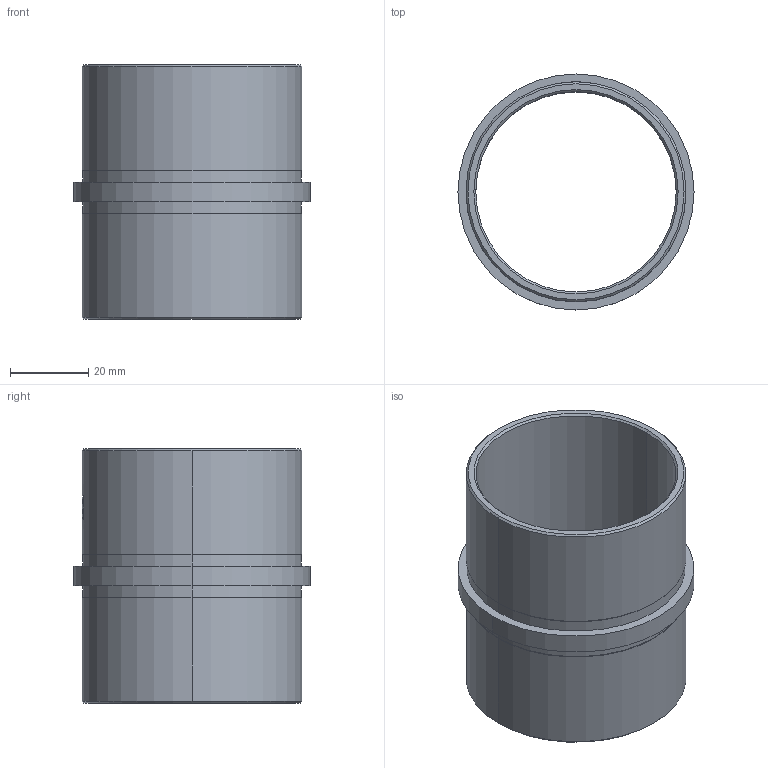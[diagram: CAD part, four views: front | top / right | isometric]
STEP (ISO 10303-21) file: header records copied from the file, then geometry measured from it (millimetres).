
FILE_DESCRIPTION (( 'STEP AP203' ), '1' );
FILE_NAME ('50060-240.step', '2018-07-16T13:06:33', ( '' ), ( '' ), 'SwSTEP 2.0', 'SolidWorks 2015', '' );
FILE_SCHEMA (( 'CONFIG_CONTROL_DESIGN' ));
Length unit declared in the file: millimetre
Products named in the file (1): 50060-240
Bounding box: 60.3 x 60.3 x 65 mm (x, y, z)
Volume: 28987.5 mm3; surface area: 23543.7 mm2
Topology: 1 solids, 1 shells, 432 faces, 1151 edges, 756 vertices
Faces by surface type: bspline 191, plane 164, cylinder 69, cone 8
Entity records: 21526 total; most frequent: CARTESIAN_POINT 12159, ORIENTED_EDGE 2302, DIRECTION 1303, EDGE_CURVE 1151, VERTEX_POINT 756, VECTOR 503, LINE 503, EDGE_LOOP 469
